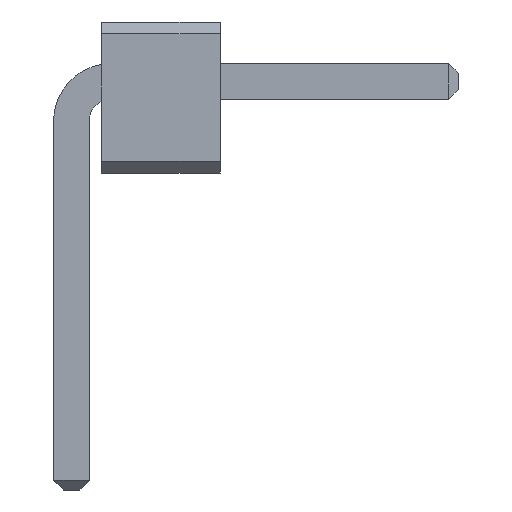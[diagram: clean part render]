
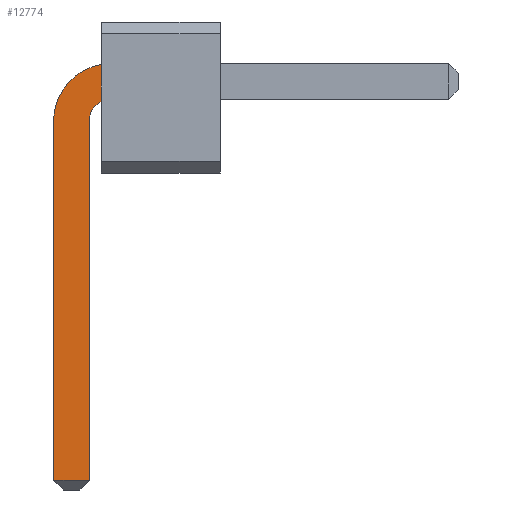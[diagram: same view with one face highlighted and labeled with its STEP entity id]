
A CAD part, front view. The second image highlights one B-rep face of the part: STEP entity #12774.
In plain terms, the highlighted planar face has unit normal (0, -1, 0).
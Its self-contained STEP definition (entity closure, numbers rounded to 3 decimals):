
#4462 = VERTEX_POINT('',#4463);
#4463 = CARTESIAN_POINT('',(0.25,-29.15,0.779));
#4471 = EDGE_CURVE('',#4462,#4472,#4474,.T.);
#4472 = VERTEX_POINT('',#4473);
#4473 = CARTESIAN_POINT('',(0.25,-29.15,0.467));
#4474 = LINE('',#4475,#4476);
#4475 = CARTESIAN_POINT('',(0.25,-29.15,0.1));
#4476 = VECTOR('',#4477,1.);
#4477 = DIRECTION('',(0.,0.,-1.));
#12689 = VERTEX_POINT('',#12690);
#12690 = CARTESIAN_POINT('',(-0.15,-29.15,0.335));
#12696 = EDGE_CURVE('',#12689,#4462,#12697,.T.);
#12697 = CIRCLE('',#12698,0.485);
#12698 = AXIS2_PLACEMENT_3D('',#12699,#12700,#12701);
#12699 = CARTESIAN_POINT('',(0.333,-29.15,0.302));
#12700 = DIRECTION('',(0.,1.,0.));
#12701 = DIRECTION('',(-0.998,0.,
0.069));
#12755 = EDGE_CURVE('',#4472,#12756,#12758,.T.);
#12756 = VERTEX_POINT('',#12757);
#12757 = CARTESIAN_POINT('',(0.15,-29.15,0.335));
#12758 = CIRCLE('',#12759,0.194);
#12759 = AXIS2_PLACEMENT_3D('',#12760,#12761,#12762);
#12760 = CARTESIAN_POINT('',(0.34,-29.15,0.295));
#12761 = DIRECTION('',(0.,-1.,0.));
#12762 = DIRECTION('',(-0.207,0.,0.978
));
#12774 = ADVANCED_FACE('',(#12775),#12802,.F.);
#12775 = FACE_BOUND('',#12776,.F.);
#12776 = EDGE_LOOP('',(#12777,#12778,#12779,#12787,#12795,#12801));
#12777 = ORIENTED_EDGE('',*,*,#4471,.T.);
#12778 = ORIENTED_EDGE('',*,*,#12755,.T.);
#12779 = ORIENTED_EDGE('',*,*,#12780,.T.);
#12780 = EDGE_CURVE('',#12756,#12781,#12783,.T.);
#12781 = VERTEX_POINT('',#12782);
#12782 = CARTESIAN_POINT('',(0.15,-29.15,-2.72));
#12783 = LINE('',#12784,#12785);
#12784 = CARTESIAN_POINT('',(0.15,-29.15,0.335));
#12785 = VECTOR('',#12786,1.);
#12786 = DIRECTION('',(0.,0.,-1.));
#12787 = ORIENTED_EDGE('',*,*,#12788,.T.);
#12788 = EDGE_CURVE('',#12781,#12789,#12791,.T.);
#12789 = VERTEX_POINT('',#12790);
#12790 = CARTESIAN_POINT('',(-0.15,-29.15,-2.72));
#12791 = LINE('',#12792,#12793);
#12792 = CARTESIAN_POINT('',(0.15,-29.15,-2.72));
#12793 = VECTOR('',#12794,1.);
#12794 = DIRECTION('',(-1.,0.,0.));
#12795 = ORIENTED_EDGE('',*,*,#12796,.T.);
#12796 = EDGE_CURVE('',#12789,#12689,#12797,.T.);
#12797 = LINE('',#12798,#12799);
#12798 = CARTESIAN_POINT('',(-0.15,-29.15,-2.8));
#12799 = VECTOR('',#12800,1.);
#12800 = DIRECTION('',(0.,0.,1.));
#12801 = ORIENTED_EDGE('',*,*,#12696,.T.);
#12802 = PLANE('',#12803);
#12803 = AXIS2_PLACEMENT_3D('',#12804,#12805,#12806);
#12804 = CARTESIAN_POINT('',(0.841,-29.15,-0.301));
#12805 = DIRECTION('',(0.,1.,-0.));
#12806 = DIRECTION('',(0.,0.,-1.));
